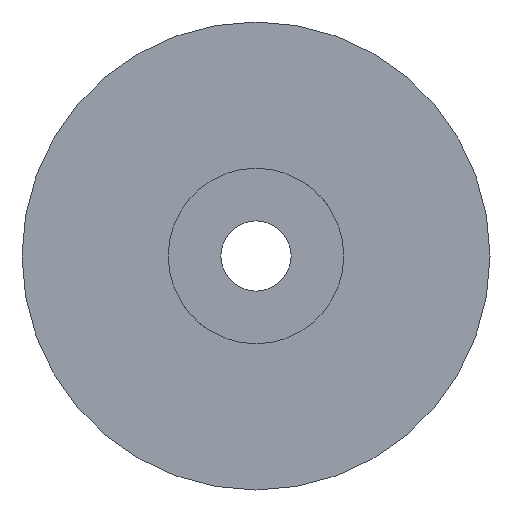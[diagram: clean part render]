
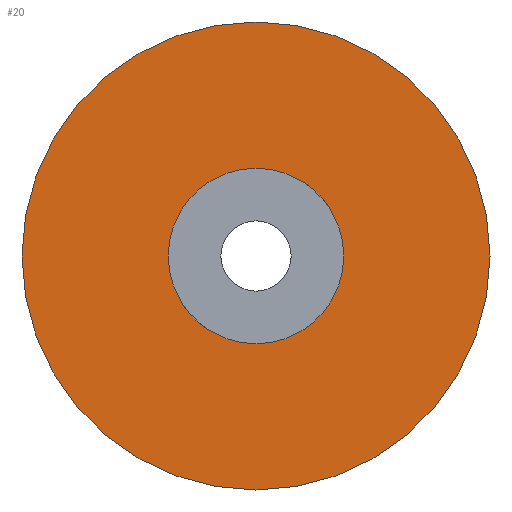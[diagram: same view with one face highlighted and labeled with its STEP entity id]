
A CAD part, left-side view. The second image highlights one B-rep face of the part: STEP entity #20.
In plain terms, the highlighted planar face has unit normal (-1, 0, 0).
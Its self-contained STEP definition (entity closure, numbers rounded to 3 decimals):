
#20 = ADVANCED_FACE ( 'NONE', ( #578, #360 ), #468, .F. ) ;
#57 = EDGE_CURVE ( 'NONE', #221, #68, #639, .T. ) ;
#59 = CARTESIAN_POINT ( 'NONE',  ( 40., 60., 0. ) ) ;
#68 = VERTEX_POINT ( 'NONE', #471 ) ;
#84 = CIRCLE ( 'NONE', #433, 60. ) ;
#102 = EDGE_CURVE ( 'NONE', #68, #221, #457, .T. ) ;
#126 = DIRECTION ( 'NONE',  ( -1., 0., 0. ) ) ;
#128 = CARTESIAN_POINT ( 'NONE',  ( 40., 0., 0. ) ) ;
#139 = VERTEX_POINT ( 'NONE', #794 ) ;
#145 = CIRCLE ( 'NONE', #674, 60. ) ;
#151 = CARTESIAN_POINT ( 'NONE',  ( 40., 0., 22.5 ) ) ;
#184 = DIRECTION ( 'NONE',  ( 0., 0., 1. ) ) ;
#191 = DIRECTION ( 'NONE',  ( 1., 0., 0. ) ) ;
#204 = VERTEX_POINT ( 'NONE', #629 ) ;
#220 = ORIENTED_EDGE ( 'NONE', *, *, #102, .F. ) ;
#221 = VERTEX_POINT ( 'NONE', #151 ) ;
#263 = DIRECTION ( 'NONE',  ( 0., 0., 1. ) ) ;
#295 = EDGE_LOOP ( 'NONE', ( #567, #220 ) ) ;
#337 = CARTESIAN_POINT ( 'NONE',  ( 40., 0., 0. ) ) ;
#360 = FACE_OUTER_BOUND ( 'NONE', #542, .T. ) ;
#397 = DIRECTION ( 'NONE',  ( -1., 0., 0. ) ) ;
#400 = DIRECTION ( 'NONE',  ( 0., 0., -1. ) ) ;
#407 = DIRECTION ( 'NONE',  ( 0., 0., 1. ) ) ;
#419 = ORIENTED_EDGE ( 'NONE', *, *, #580, .T. ) ;
#433 = AXIS2_PLACEMENT_3D ( 'NONE', #774, #397, #184 ) ;
#457 = CIRCLE ( 'NONE', #616, 22.5 ) ;
#468 = PLANE ( 'NONE',  #681 ) ;
#471 = CARTESIAN_POINT ( 'NONE',  ( 40., 0., -22.5 ) ) ;
#512 = EDGE_CURVE ( 'NONE', #139, #204, #84, .T. ) ;
#542 = EDGE_LOOP ( 'NONE', ( #695, #419 ) ) ;
#553 = DIRECTION ( 'NONE',  ( 0., 0., 1. ) ) ;
#567 = ORIENTED_EDGE ( 'NONE', *, *, #57, .F. ) ;
#578 = FACE_BOUND ( 'NONE', #295, .T. ) ;
#580 = EDGE_CURVE ( 'NONE', #204, #139, #145, .T. ) ;
#597 = CARTESIAN_POINT ( 'NONE',  ( 40., 0., 0. ) ) ;
#616 = AXIS2_PLACEMENT_3D ( 'NONE', #337, #787, #553 ) ;
#629 = CARTESIAN_POINT ( 'NONE',  ( 40., 0., -60. ) ) ;
#639 = CIRCLE ( 'NONE', #758, 22.5 ) ;
#674 = AXIS2_PLACEMENT_3D ( 'NONE', #597, #126, #407 ) ;
#681 = AXIS2_PLACEMENT_3D ( 'NONE', #59, #191, #400 ) ;
#695 = ORIENTED_EDGE ( 'NONE', *, *, #512, .T. ) ;
#758 = AXIS2_PLACEMENT_3D ( 'NONE', #128, #777, #263 ) ;
#774 = CARTESIAN_POINT ( 'NONE',  ( 40., 0., 0. ) ) ;
#777 = DIRECTION ( 'NONE',  ( -1., 0., 0. ) ) ;
#787 = DIRECTION ( 'NONE',  ( -1., 0., 0. ) ) ;
#794 = CARTESIAN_POINT ( 'NONE',  ( 40., 0., 60. ) ) ;
